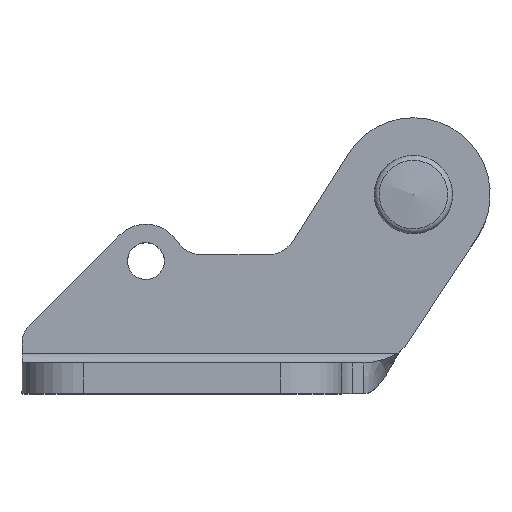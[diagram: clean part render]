
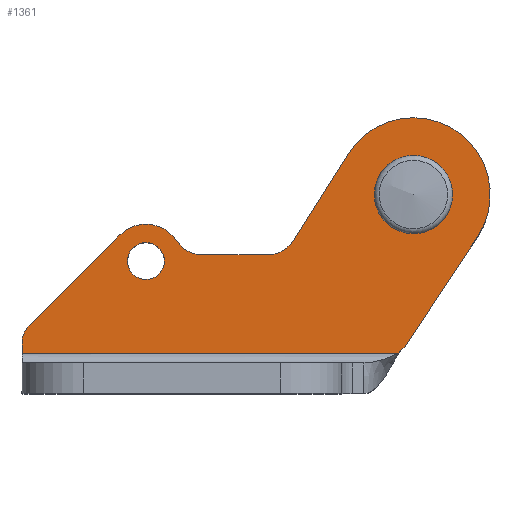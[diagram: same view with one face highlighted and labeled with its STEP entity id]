
A CAD part, top view. The second image highlights one B-rep face of the part: STEP entity #1361.
In plain terms, the highlighted planar face has unit normal (0, 0, 1).
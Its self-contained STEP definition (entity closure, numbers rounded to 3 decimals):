
#70=FACE_BOUND('',#178,.T.);
#71=FACE_BOUND('',#179,.T.);
#98=FACE_OUTER_BOUND('',#177,.T.);
#177=EDGE_LOOP('',(#1015,#1016,#1017,#1018,#1019,#1020,#1021,#1022,#1023,
#1024,#1025,#1026));
#178=EDGE_LOOP('',(#1027,#1028));
#179=EDGE_LOOP('',(#1029));
#265=CIRCLE('',#1477,6.25);
#266=CIRCLE('',#1478,2.5);
#267=CIRCLE('',#1479,2.5);
#268=CIRCLE('',#1480,3.);
#269=CIRCLE('',#1481,2.);
#270=CIRCLE('',#1482,3.);
#271=CIRCLE('',#1483,3.);
#272=CIRCLE('',#1484,1.5);
#351=LINE('',#2115,#474);
#361=LINE('',#2242,#484);
#362=LINE('',#2245,#485);
#363=LINE('',#2247,#486);
#364=LINE('',#2251,#487);
#365=LINE('',#2255,#488);
#366=LINE('',#2261,#489);
#474=VECTOR('',#1688,10.);
#484=VECTOR('',#1708,10.);
#485=VECTOR('',#1711,10.);
#486=VECTOR('',#1712,10.);
#487=VECTOR('',#1715,10.);
#488=VECTOR('',#1718,10.);
#489=VECTOR('',#1723,10.);
#606=VERTEX_POINT('',#2112);
#607=VERTEX_POINT('',#2114);
#613=VERTEX_POINT('',#2227);
#615=VERTEX_POINT('',#2244);
#616=VERTEX_POINT('',#2246);
#617=VERTEX_POINT('',#2248);
#618=VERTEX_POINT('',#2250);
#619=VERTEX_POINT('',#2252);
#620=VERTEX_POINT('',#2254);
#621=VERTEX_POINT('',#2256);
#622=VERTEX_POINT('',#2258);
#623=VERTEX_POINT('',#2260);
#624=VERTEX_POINT('',#2263);
#625=VERTEX_POINT('',#2264);
#626=VERTEX_POINT('',#2267);
#754=EDGE_CURVE('',#607,#606,#351,.T.);
#768=EDGE_CURVE('',#613,#606,#361,.T.);
#769=EDGE_CURVE('',#613,#615,#362,.T.);
#770=EDGE_CURVE('',#615,#616,#363,.T.);
#771=EDGE_CURVE('',#616,#617,#265,.T.);
#772=EDGE_CURVE('',#617,#618,#364,.T.);
#773=EDGE_CURVE('',#618,#619,#266,.T.);
#774=EDGE_CURVE('',#619,#620,#365,.T.);
#775=EDGE_CURVE('',#620,#621,#267,.T.);
#776=EDGE_CURVE('',#621,#622,#268,.T.);
#777=EDGE_CURVE('',#622,#623,#366,.T.);
#778=EDGE_CURVE('',#623,#607,#269,.T.);
#779=EDGE_CURVE('',#624,#625,#270,.T.);
#780=EDGE_CURVE('',#625,#624,#271,.T.);
#781=EDGE_CURVE('',#626,#626,#272,.T.);
#1015=ORIENTED_EDGE('',*,*,#768,.F.);
#1016=ORIENTED_EDGE('',*,*,#769,.T.);
#1017=ORIENTED_EDGE('',*,*,#770,.T.);
#1018=ORIENTED_EDGE('',*,*,#771,.T.);
#1019=ORIENTED_EDGE('',*,*,#772,.T.);
#1020=ORIENTED_EDGE('',*,*,#773,.T.);
#1021=ORIENTED_EDGE('',*,*,#774,.T.);
#1022=ORIENTED_EDGE('',*,*,#775,.T.);
#1023=ORIENTED_EDGE('',*,*,#776,.T.);
#1024=ORIENTED_EDGE('',*,*,#777,.T.);
#1025=ORIENTED_EDGE('',*,*,#778,.T.);
#1026=ORIENTED_EDGE('',*,*,#754,.T.);
#1027=ORIENTED_EDGE('',*,*,#779,.T.);
#1028=ORIENTED_EDGE('',*,*,#780,.T.);
#1029=ORIENTED_EDGE('',*,*,#781,.F.);
#1318=PLANE('',#1476);
#1361=ADVANCED_FACE('',(#98,#70,#71),#1318,.F.);
#1476=AXIS2_PLACEMENT_3D('',#2243,#1709,#1710);
#1477=AXIS2_PLACEMENT_3D('',#2249,#1713,#1714);
#1478=AXIS2_PLACEMENT_3D('',#2253,#1716,#1717);
#1479=AXIS2_PLACEMENT_3D('',#2257,#1719,#1720);
#1480=AXIS2_PLACEMENT_3D('',#2259,#1721,#1722);
#1481=AXIS2_PLACEMENT_3D('',#2262,#1724,#1725);
#1482=AXIS2_PLACEMENT_3D('',#2265,#1726,#1727);
#1483=AXIS2_PLACEMENT_3D('',#2266,#1728,#1729);
#1484=AXIS2_PLACEMENT_3D('',#2268,#1730,#1731);
#1688=DIRECTION('',(0.,-1.,0.));
#1708=DIRECTION('',(-1.,0.,0.));
#1709=DIRECTION('center_axis',(0.,0.,
-1.));
#1710=DIRECTION('ref_axis',(-1.,0.,0.));
#1711=DIRECTION('',(0.688,0.725,0.));
#1712=DIRECTION('',(0.552,0.834,0.));
#1713=DIRECTION('center_axis',(0.,0.,
1.));
#1714=DIRECTION('ref_axis',(-0.845,0.535,0.));
#1715=DIRECTION('',(-0.535,-0.845,0.));
#1716=DIRECTION('center_axis',(0.,0.,
-1.));
#1717=DIRECTION('ref_axis',(-0.845,0.535,0.));
#1718=DIRECTION('',(-1.,0.,0.));
#1719=DIRECTION('center_axis',(0.,0.,
-1.));
#1720=DIRECTION('ref_axis',(0.,1.,0.));
#1721=DIRECTION('center_axis',(0.,0.,
1.));
#1722=DIRECTION('ref_axis',(-0.707,0.707,0.));
#1723=DIRECTION('',(-0.707,-0.707,0.));
#1724=DIRECTION('center_axis',(0.,0.,
1.));
#1725=DIRECTION('ref_axis',(-1.,0.,0.));
#1726=DIRECTION('center_axis',(0.,0.,
-1.));
#1727=DIRECTION('ref_axis',(-0.929,0.371,0.));
#1728=DIRECTION('center_axis',(0.,0.,
-1.));
#1729=DIRECTION('ref_axis',(-0.929,0.371,0.));
#1730=DIRECTION('center_axis',(0.,0.,
1.));
#1731=DIRECTION('ref_axis',(1.,0.,0.));
#2112=CARTESIAN_POINT('',(-19.5,3.3,6.));
#2114=CARTESIAN_POINT('',(-19.5,4.124,6.));
#2115=CARTESIAN_POINT('',(-19.5,-8.885,6.));
#2227=CARTESIAN_POINT('',(11.149,3.3,6.));
#2242=CARTESIAN_POINT('',(-10.251,3.3,6.));
#2243=CARTESIAN_POINT('Origin',(-1.002,3.368,6.));
#2244=CARTESIAN_POINT('',(11.671,3.85,6.));
#2245=CARTESIAN_POINT('',(11.671,3.85,6.));
#2246=CARTESIAN_POINT('',(17.562,12.75,6.));
#2247=CARTESIAN_POINT('',(17.562,12.75,6.));
#2248=CARTESIAN_POINT('',(7.071,19.545,6.));
#2249=CARTESIAN_POINT('Origin',(12.35,16.2,6.));
#2250=CARTESIAN_POINT('',(2.582,12.462,6.));
#2251=CARTESIAN_POINT('',(2.582,12.462,6.));
#2252=CARTESIAN_POINT('',(0.471,11.3,6.));
#2253=CARTESIAN_POINT('Origin',(0.471,13.8,6.));
#2254=CARTESIAN_POINT('',(-4.817,11.3,6.));
#2255=CARTESIAN_POINT('',(-4.817,11.3,6.));
#2256=CARTESIAN_POINT('',(-6.909,12.432,6.));
#2257=CARTESIAN_POINT('Origin',(-4.817,13.8,6.));
#2258=CARTESIAN_POINT('',(-11.541,12.911,6.));
#2259=CARTESIAN_POINT('Origin',(-9.42,10.79,6.));
#2260=CARTESIAN_POINT('',(-18.914,5.538,6.));
#2261=CARTESIAN_POINT('',(-18.914,5.538,6.));
#2262=CARTESIAN_POINT('Origin',(-17.5,4.124,6.));
#2263=CARTESIAN_POINT('',(15.136,15.087,6.));
#2264=CARTESIAN_POINT('',(9.564,17.313,6.));
#2265=CARTESIAN_POINT('Origin',(12.35,16.2,6.));
#2266=CARTESIAN_POINT('Origin',(12.35,16.2,6.));
#2267=CARTESIAN_POINT('',(-10.92,10.79,6.));
#2268=CARTESIAN_POINT('Origin',(-9.42,10.79,6.));
